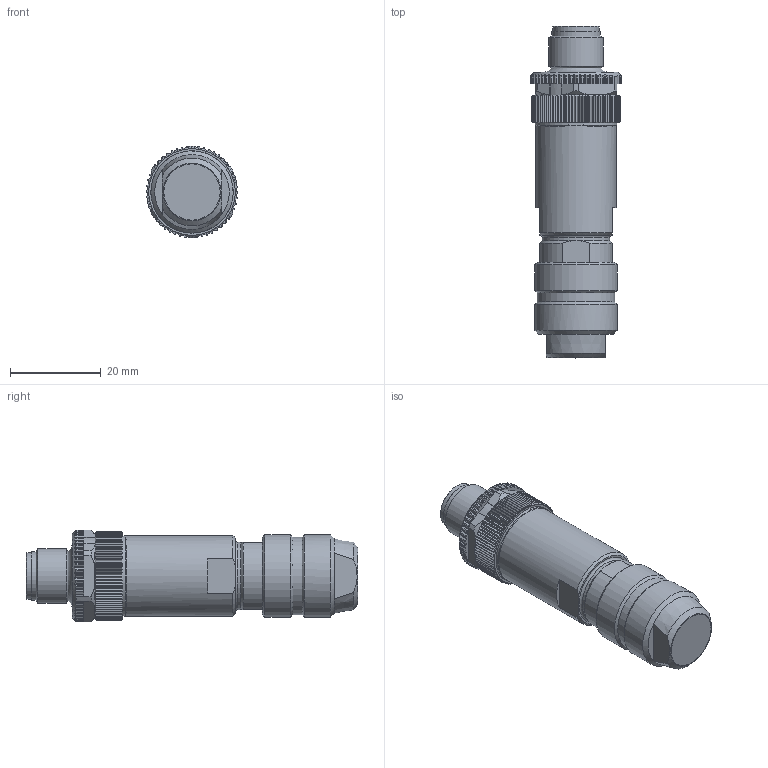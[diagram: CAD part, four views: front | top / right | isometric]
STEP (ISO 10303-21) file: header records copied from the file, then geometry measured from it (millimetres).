
FILE_DESCRIPTION(/* description */ (''),/* implementation_level */ '2;1');
FILE_NAME(/* name */ 'PB-WASCSW4_5K.stp',/* time_stamp */ '2016-12-09T09:42:18+01:00',/* author */ (''),/* organization */ (''),/* preprocessor_version */ 'ST-DEVELOPER v16',/* originating_system */ 'SIEMENS PLM Software NX 10.0',/* authorisation */ '');
FILE_SCHEMA (('AUTOMOTIVE_DESIGN { 1 0 10303 214 3 1 1 1 }'));
Length unit declared in the file: millimetre
Products named in the file (1): cerl14D46527mgig
Bounding box: 20.2 x 73 x 20.2 mm (x, y, z)
Volume: 15898.4 mm3; surface area: 5120.1 mm2
Topology: 1 solids, 1 shells, 814 faces, 1992 edges, 1187 vertices
Faces by surface type: plane 356, cylinder 227, cone 223, sphere 5, torus 3
Full cylindrical faces by diameter (mm): 1 x5, 1.85 x1, 10.3 x1, 10.6 x1, 12 x1, 14.8 x1, 17.1 x1, 17.7 x1, 17.9 x1, 18.1 x2
Entity records: 25073 total; most frequent: CARTESIAN_POINT 7109, ORIENTED_EDGE 3876, DIRECTION 3546, EDGE_CURVE 1938, AXIS2_PLACEMENT_3D 1416, VERTEX_POINT 1168, EDGE_LOOP 856, ADVANCED_FACE 814
